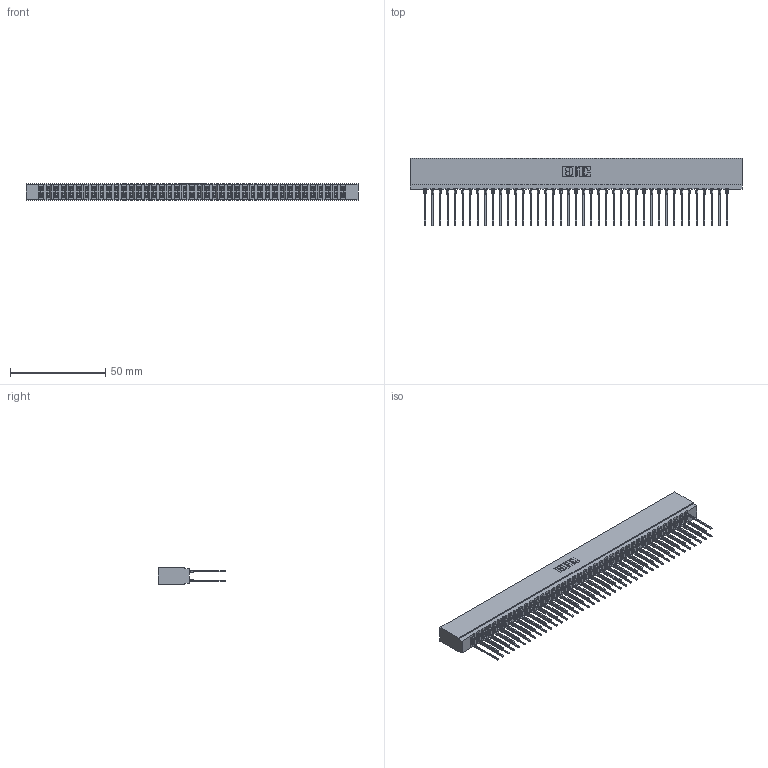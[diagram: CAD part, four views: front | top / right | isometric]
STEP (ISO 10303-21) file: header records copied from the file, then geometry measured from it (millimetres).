
FILE_DESCRIPTION (( 'STEP AP203' ), '1' );
FILE_NAME ('737-082-541-201.STEP', '2020-09-11T08:45:07', ( '' ), ( '' ), 'SwSTEP 2.0', 'SolidWorks 2020', '' );
FILE_SCHEMA (( 'CONFIG_CONTROL_DESIGN' ));
Length unit declared in the file: inch
Products named in the file (3): 737 Part_Insulator Option - 01; 745-292-001_541; 737-082-541-201
Assembly tree (83 placements, depth 2):
  737-082-541-201
    737 Part_Insulator Option - 01
    745-292-001_541  x82
Bounding box: 174.29 x 35.45 x 8.89 mm (x, y, z)
Volume: 17634.9 mm3; surface area: 27457.9 mm2
Topology: 83 solids, 83 shells, 7474 faces, 20099 edges, 12634 vertices
Faces by surface type: plane 3867, bspline 1640, cylinder 1475, torus 492
Entity records: 70487 total; most frequent: CARTESIAN_POINT 12739, ORIENTED_EDGE 12172, DIRECTION 10624, EDGE_CURVE 6086, VECTOR 5658, LINE 5658, VERTEX_POINT 3886, AXIS2_PLACEMENT_3D 2483
